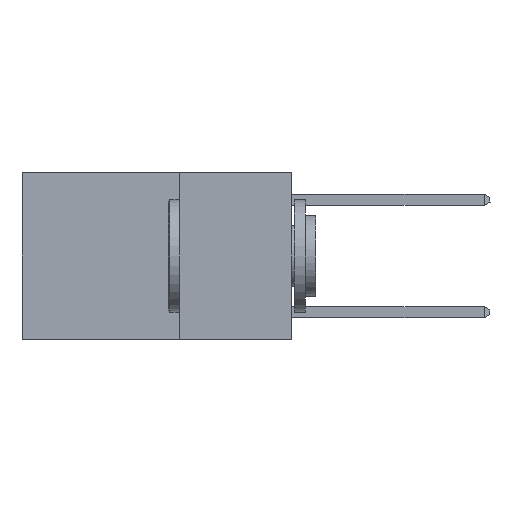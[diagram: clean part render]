
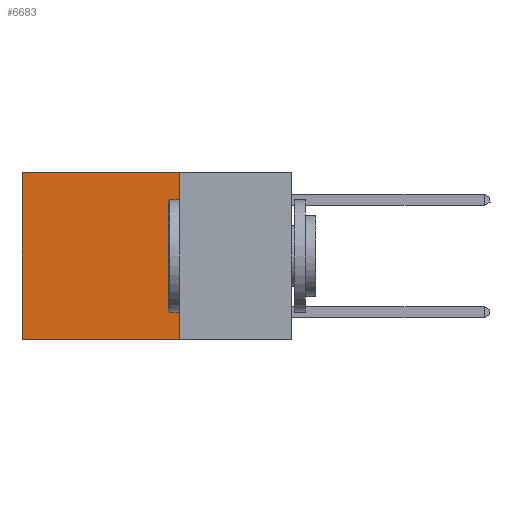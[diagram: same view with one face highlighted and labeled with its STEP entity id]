
A CAD part, left-side view. The second image highlights one B-rep face of the part: STEP entity #6683.
In plain terms, the highlighted planar face has unit normal (-1, 0, 0).
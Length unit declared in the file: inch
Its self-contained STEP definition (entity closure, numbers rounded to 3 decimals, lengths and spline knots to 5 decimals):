
#304 = VECTOR ( 'NONE', #7679, 39.37008 ) ;
#346 = LINE ( 'NONE', #3197, #4119 ) ;
#404 = VECTOR ( 'NONE', #7947, 39.37008 ) ;
#1004 = EDGE_LOOP ( 'NONE', ( #5035, #8667, #1626, #7894 ) ) ;
#1626 = ORIENTED_EDGE ( 'NONE', *, *, #4798, .F. ) ;
#1884 = CARTESIAN_POINT ( 'NONE',  ( 0.2625, 0.25, -0.37 ) ) ;
#2224 = CARTESIAN_POINT ( 'NONE',  ( 0.2625, 0.6, -0.37 ) ) ;
#2493 = EDGE_CURVE ( 'NONE', #3029, #4064, #346, .T. ) ;
#2635 = CARTESIAN_POINT ( 'NONE',  ( 0.2625, 0.25, 0. ) ) ;
#2696 = VERTEX_POINT ( 'NONE', #1884 ) ;
#2816 = LINE ( 'NONE', #3438, #304 ) ;
#3029 = VERTEX_POINT ( 'NONE', #8210 ) ;
#3092 = CARTESIAN_POINT ( 'NONE',  ( 0.2625, 0.25, 0. ) ) ;
#3197 = CARTESIAN_POINT ( 'NONE',  ( 0.2625, 0.6, 0. ) ) ;
#3438 = CARTESIAN_POINT ( 'NONE',  ( 0.2625, 0.25, 0. ) ) ;
#3738 = FACE_OUTER_BOUND ( 'NONE', #1004, .T. ) ;
#3926 = DIRECTION ( 'NONE',  ( 0., 0., -1. ) ) ;
#4064 = VERTEX_POINT ( 'NONE', #2224 ) ;
#4119 = VECTOR ( 'NONE', #3926, 39.37008 ) ;
#4273 = LINE ( 'NONE', #2635, #7670 ) ;
#4277 = VERTEX_POINT ( 'NONE', #5714 ) ;
#4318 = CARTESIAN_POINT ( 'NONE',  ( 0.2625, 0.25, -0.37 ) ) ;
#4798 = EDGE_CURVE ( 'NONE', #4277, #2696, #4273, .T. ) ;
#5035 = ORIENTED_EDGE ( 'NONE', *, *, #2493, .T. ) ;
#5095 = AXIS2_PLACEMENT_3D ( 'NONE', #3092, #6788, #5321 ) ;
#5321 = DIRECTION ( 'NONE',  ( 0., 0., -1. ) ) ;
#5714 = CARTESIAN_POINT ( 'NONE',  ( 0.2625, 0.25, 0. ) ) ;
#6683 = ADVANCED_FACE ( 'NONE', ( #3738 ), #8894, .F. ) ;
#6788 = DIRECTION ( 'NONE',  ( 1., 0., 0. ) ) ;
#7670 = VECTOR ( 'NONE', #8707, 39.37008 ) ;
#7679 = DIRECTION ( 'NONE',  ( 0., 1., 0. ) ) ;
#7894 = ORIENTED_EDGE ( 'NONE', *, *, #8419, .T. ) ;
#7947 = DIRECTION ( 'NONE',  ( 0., 1., 0. ) ) ;
#8210 = CARTESIAN_POINT ( 'NONE',  ( 0.2625, 0.6, 0. ) ) ;
#8419 = EDGE_CURVE ( 'NONE', #4277, #3029, #2816, .T. ) ;
#8598 = EDGE_CURVE ( 'NONE', #2696, #4064, #9084, .T. ) ;
#8667 = ORIENTED_EDGE ( 'NONE', *, *, #8598, .F. ) ;
#8707 = DIRECTION ( 'NONE',  ( 0., 0., -1. ) ) ;
#8894 = PLANE ( 'NONE',  #5095 ) ;
#9084 = LINE ( 'NONE', #4318, #404 ) ;
